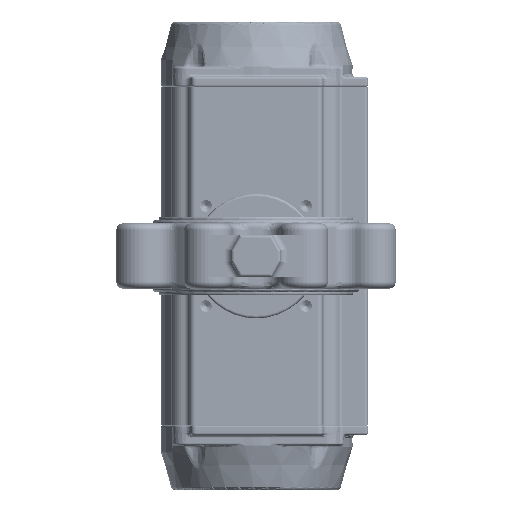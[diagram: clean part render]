
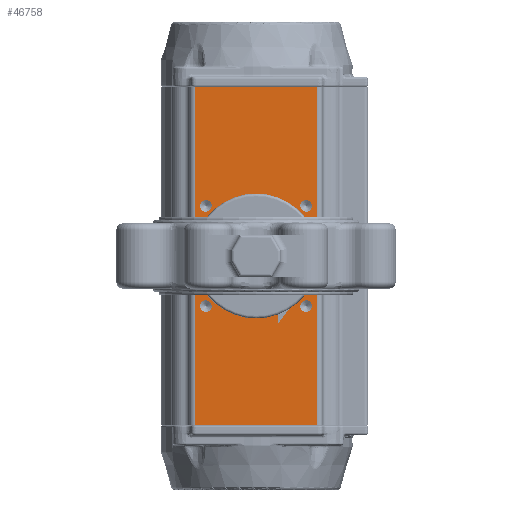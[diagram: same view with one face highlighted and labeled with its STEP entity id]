
A CAD part, front view. The second image highlights one B-rep face of the part: STEP entity #46758.
In plain terms, the highlighted planar face has unit normal (0, -1, 0).
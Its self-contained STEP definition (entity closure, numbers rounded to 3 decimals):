
#4158=PLANE('',#51015);
#5437=LINE('',#76045,#7975);
#5438=LINE('',#76047,#7976);
#5439=LINE('',#76049,#7977);
#5440=LINE('',#76051,#7978);
#7975=VECTOR('',#57790,1000.);
#7976=VECTOR('',#57793,1000.);
#7977=VECTOR('',#57794,1000.);
#7978=VECTOR('',#57795,1000.);
#13233=ORIENTED_EDGE('',*,*,#25800,.F.);
#13234=ORIENTED_EDGE('',*,*,#25799,.T.);
#13235=ORIENTED_EDGE('',*,*,#25801,.T.);
#13236=ORIENTED_EDGE('',*,*,#25802,.F.);
#13237=ORIENTED_EDGE('',*,*,#25803,.T.);
#13238=ORIENTED_EDGE('',*,*,#25804,.T.);
#13239=ORIENTED_EDGE('',*,*,#25805,.T.);
#13240=ORIENTED_EDGE('',*,*,#25806,.T.);
#13241=ORIENTED_EDGE('',*,*,#25807,.T.);
#13242=ORIENTED_EDGE('',*,*,#25808,.T.);
#13243=ORIENTED_EDGE('',*,*,#25809,.T.);
#13244=ORIENTED_EDGE('',*,*,#25810,.T.);
#13245=ORIENTED_EDGE('',*,*,#25811,.T.);
#25799=EDGE_CURVE('',#32351,#32352,#5437,.T.);
#25800=EDGE_CURVE('',#32351,#32353,#5438,.T.);
#25801=EDGE_CURVE('',#32352,#32354,#5439,.T.);
#25802=EDGE_CURVE('',#32353,#32354,#5440,.T.);
#25803=EDGE_CURVE('',#32355,#32355,#36475,.T.);
#25804=EDGE_CURVE('',#32356,#32356,#36476,.T.);
#25805=EDGE_CURVE('',#32357,#32357,#36477,.T.);
#25806=EDGE_CURVE('',#32358,#32358,#36478,.T.);
#25807=EDGE_CURVE('',#32359,#32359,#36479,.T.);
#25808=EDGE_CURVE('',#32360,#32360,#36480,.T.);
#25809=EDGE_CURVE('',#32361,#32361,#36481,.T.);
#25810=EDGE_CURVE('',#32362,#32362,#36482,.T.);
#25811=EDGE_CURVE('',#32363,#32363,#36483,.T.);
#32351=VERTEX_POINT('',#76042);
#32352=VERTEX_POINT('',#76044);
#32353=VERTEX_POINT('',#76048);
#32354=VERTEX_POINT('',#76050);
#32355=VERTEX_POINT('',#76053);
#32356=VERTEX_POINT('',#76055);
#32357=VERTEX_POINT('',#76057);
#32358=VERTEX_POINT('',#76059);
#32359=VERTEX_POINT('',#76061);
#32360=VERTEX_POINT('',#76063);
#32361=VERTEX_POINT('',#76065);
#32362=VERTEX_POINT('',#76067);
#32363=VERTEX_POINT('',#76069);
#36475=CIRCLE('',#51016,3.324);
#36476=CIRCLE('',#51017,3.324);
#36477=CIRCLE('',#51018,3.324);
#36478=CIRCLE('',#51019,3.324);
#36479=CIRCLE('',#51020,4.188);
#36480=CIRCLE('',#51021,4.188);
#36481=CIRCLE('',#51022,4.188);
#36482=CIRCLE('',#51023,4.188);
#36483=CIRCLE('',#51024,27.481);
#39047=EDGE_LOOP('',(#13233,#13234,#13235,#13236));
#39048=EDGE_LOOP('',(#13237));
#39049=EDGE_LOOP('',(#13238));
#39050=EDGE_LOOP('',(#13239));
#39051=EDGE_LOOP('',(#13240));
#39052=EDGE_LOOP('',(#13241));
#39053=EDGE_LOOP('',(#13242));
#39054=EDGE_LOOP('',(#13243));
#39055=EDGE_LOOP('',(#13244));
#39056=EDGE_LOOP('',(#13245));
#42625=FACE_BOUND('',#39047,.T.);
#42626=FACE_BOUND('',#39048,.T.);
#42627=FACE_BOUND('',#39049,.T.);
#42628=FACE_BOUND('',#39050,.T.);
#42629=FACE_BOUND('',#39051,.T.);
#42630=FACE_BOUND('',#39052,.T.);
#42631=FACE_BOUND('',#39053,.T.);
#42632=FACE_BOUND('',#39054,.T.);
#42633=FACE_BOUND('',#39055,.T.);
#42634=FACE_BOUND('',#39056,.T.);
#46758=ADVANCED_FACE('',(#42625,#42626,#42627,#42628,#42629,#42630,#42631,
#42632,#42633,#42634),#4158,.T.);
#51015=AXIS2_PLACEMENT_3D('',#76046,#57791,#57792);
#51016=AXIS2_PLACEMENT_3D('',#76052,#57796,#57797);
#51017=AXIS2_PLACEMENT_3D('',#76054,#57798,#57799);
#51018=AXIS2_PLACEMENT_3D('',#76056,#57800,#57801);
#51019=AXIS2_PLACEMENT_3D('',#76058,#57802,#57803);
#51020=AXIS2_PLACEMENT_3D('',#76060,#57804,#57805);
#51021=AXIS2_PLACEMENT_3D('',#76062,#57806,#57807);
#51022=AXIS2_PLACEMENT_3D('',#76064,#57808,#57809);
#51023=AXIS2_PLACEMENT_3D('',#76066,#57810,#57811);
#51024=AXIS2_PLACEMENT_3D('',#76068,#57812,#57813);
#57790=DIRECTION('',(0.,0.,-1.));
#57791=DIRECTION('',(0.,-1.,0.));
#57792=DIRECTION('',(1.,0.,0.));
#57793=DIRECTION('',(1.,0.,0.));
#57794=DIRECTION('',(1.,0.,0.));
#57795=DIRECTION('',(0.,0.,-1.));
#57796=DIRECTION('',(0.,1.,0.));
#57797=DIRECTION('',(1.,0.,0.));
#57798=DIRECTION('',(0.,1.,0.));
#57799=DIRECTION('',(1.,0.,0.));
#57800=DIRECTION('',(0.,1.,0.));
#57801=DIRECTION('',(1.,0.,0.));
#57802=DIRECTION('',(0.,1.,0.));
#57803=DIRECTION('',(1.,0.,0.));
#57804=DIRECTION('',(0.,1.,0.));
#57805=DIRECTION('',(1.,0.,0.));
#57806=DIRECTION('',(0.,1.,0.));
#57807=DIRECTION('',(1.,0.,0.));
#57808=DIRECTION('',(0.,1.,0.));
#57809=DIRECTION('',(1.,0.,0.));
#57810=DIRECTION('',(0.,1.,0.));
#57811=DIRECTION('',(1.,0.,0.));
#57812=DIRECTION('',(0.,1.,0.));
#57813=DIRECTION('',(1.,0.,0.));
#76042=CARTESIAN_POINT('',(-44.,-80.5,244.));
#76044=CARTESIAN_POINT('',(-44.,-80.5,0.));
#76045=CARTESIAN_POINT('',(-44.,-80.5,0.));
#76046=CARTESIAN_POINT('',(-44.,-80.5,0.));
#76047=CARTESIAN_POINT('',(8.442,-80.5,244.));
#76048=CARTESIAN_POINT('',(44.,-80.5,244.));
#76049=CARTESIAN_POINT('',(8.442,-80.5,0.));
#76050=CARTESIAN_POINT('',(44.,-80.5,0.));
#76051=CARTESIAN_POINT('',(44.,-80.5,0.));
#76052=CARTESIAN_POINT('',(24.749,-80.5,146.749));
#76053=CARTESIAN_POINT('',(28.072,-80.5,146.749));
#76054=CARTESIAN_POINT('',(-24.749,-80.5,146.749));
#76055=CARTESIAN_POINT('',(-21.425,-80.5,146.749));
#76056=CARTESIAN_POINT('',(-24.749,-80.5,97.251));
#76057=CARTESIAN_POINT('',(-21.425,-80.5,97.251));
#76058=CARTESIAN_POINT('',(24.749,-80.5,97.251));
#76059=CARTESIAN_POINT('',(28.072,-80.5,97.251));
#76060=CARTESIAN_POINT('',(36.062,-80.5,158.062));
#76061=CARTESIAN_POINT('',(40.25,-80.5,158.062));
#76062=CARTESIAN_POINT('',(-36.062,-80.5,158.062));
#76063=CARTESIAN_POINT('',(-31.874,-80.5,158.062));
#76064=CARTESIAN_POINT('',(-36.062,-80.5,85.938));
#76065=CARTESIAN_POINT('',(-31.874,-80.5,85.938));
#76066=CARTESIAN_POINT('',(36.062,-80.5,85.938));
#76067=CARTESIAN_POINT('',(40.25,-80.5,85.938));
#76068=CARTESIAN_POINT('',(0.,-80.5,122.));
#76069=CARTESIAN_POINT('',(27.481,-80.5,122.));
